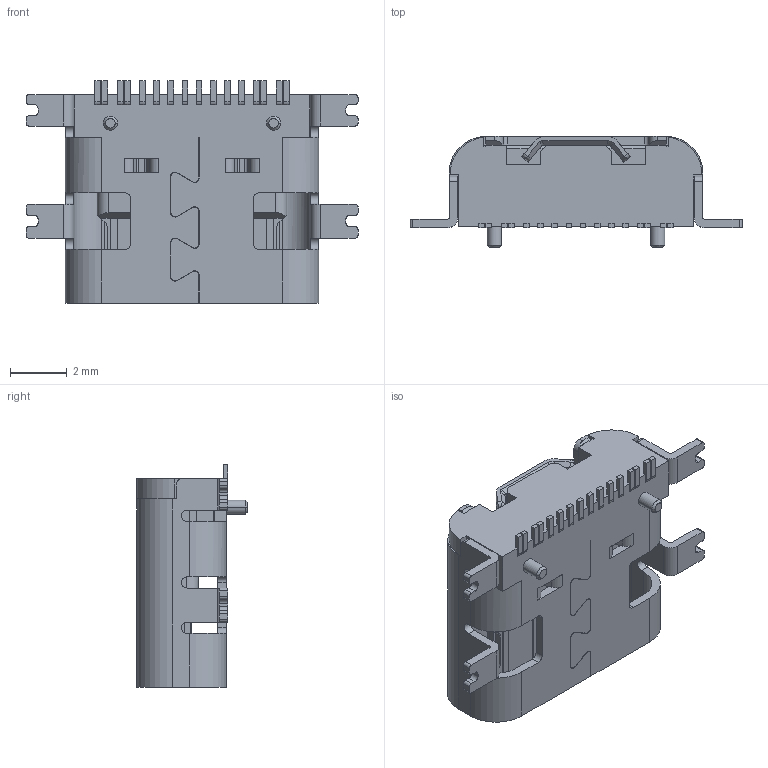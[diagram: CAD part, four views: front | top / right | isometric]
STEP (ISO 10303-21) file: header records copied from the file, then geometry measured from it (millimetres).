
FILE_DESCRIPTION(/* description */ ('Unknown','CAx-IF Rec.Pracs.---Representation and Presentation of Product Manufacturing Information (PMI)---4.0---2014-10-13','CAx-IF Rec.Pracs.---3D Tessellated Geometry---0.4---2014-09-14','2;1'),/* implementation_level */ '2;1');
FILE_NAME(/* name */ 'L-KLS1-5473-R',/* time_stamp */ '2024-07-19T15:58:28+03:00',/* author */ ('S.D. Design'),/* organization */ ('Unknown'),/* preprocessor_version */ 'ST-DEVELOPER v19.4',/* originating_system */ 'Solid Edge',/* authorisation */ 'Unknown');
FILE_SCHEMA (('AP242_MANAGED_MODEL_BASED_3D_ENGINEERING_MIM_LF { 1 0 10303 442 1 1 4 }'));
Length unit declared in the file: millimetre
Products named in the file (1): L-KLS1-5473-R
Bounding box: 11.7 x 3.91 x 7.85 mm (x, y, z)
Volume: 121 mm3; surface area: 482.8 mm2
Topology: 1 solids, 2 shells, 668 faces, 1979 edges, 1284 vertices
Faces by surface type: plane 490, cylinder 165, cone 13
Entity records: 26950 total; most frequent: CARTESIAN_POINT 4132, ORIENTED_EDGE 3958, DIRECTION 3609, EDGE_CURVE 1979, LINE 1573, VECTOR 1573, VERTEX_POINT 1284, AXIS2_PLACEMENT_3D 1018
